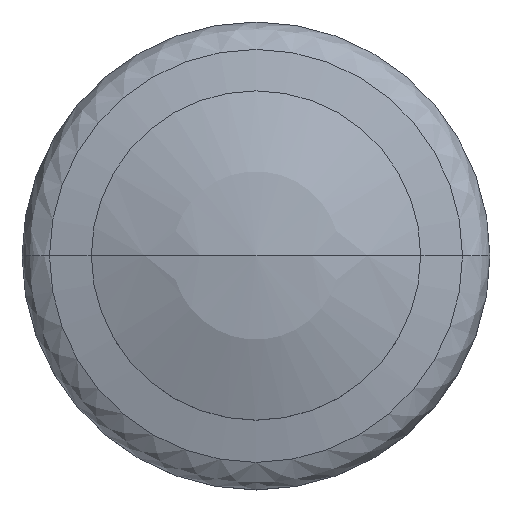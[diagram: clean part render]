
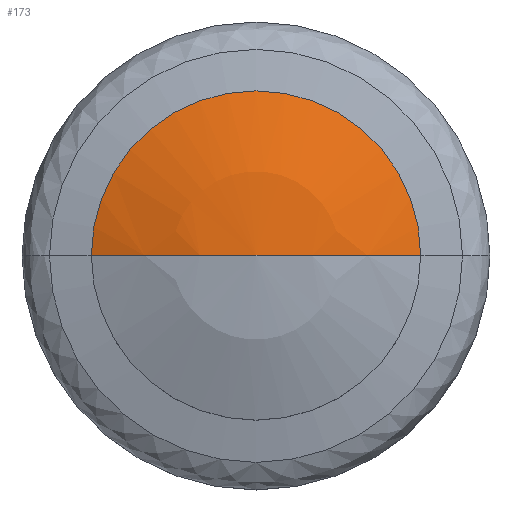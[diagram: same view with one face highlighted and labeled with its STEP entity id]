
A CAD part, top view. The second image highlights one B-rep face of the part: STEP entity #173.
In plain terms, the highlighted spherical face has radius 9.425 mm.
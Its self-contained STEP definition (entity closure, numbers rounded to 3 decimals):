
#173=ADVANCED_FACE('',(#808),#807,.T.);
#807=SPHERICAL_SURFACE('',#1435,9.425);
#808=FACE_OUTER_BOUND('',#1436,.T.);
#1432=CARTESIAN_POINT('',(0.,0.,-6.625));
#1433=DIRECTION('',(0.,0.,-1.));
#1434=DIRECTION('',(-1.,0.,0.));
#1435=AXIS2_PLACEMENT_3D('',#1432,#1433,#1434);
#1436=EDGE_LOOP('',(#1876,#1877,#1878));
#1876=ORIENTED_EDGE('',*,*,#2114,.F.);
#1877=ORIENTED_EDGE('',*,*,#2115,.F.);
#1878=ORIENTED_EDGE('',*,*,#2116,.T.);
#2114=EDGE_CURVE('',#3262,#3263,#3264,.T.);
#2115=EDGE_CURVE('',#3270,#3262,#3271,.T.);
#2116=EDGE_CURVE('',#3270,#3263,#3277,.T.);
#3262=VERTEX_POINT('',#4181);
#3263=VERTEX_POINT('',#4182);
#3264=CIRCLE('',#4186,3.8);
#3270=VERTEX_POINT('',#4187);
#3271=(BOUNDED_CURVE() B_SPLINE_CURVE(2,(#4188,#4189,#4190),.UNSPECIFIED.,.F.,.F.) B_SPLINE_CURVE_WITH_KNOTS((3,3),(0.,1.),.UNSPECIFIED.) CURVE() GEOMETRIC_REPRESENTATION_ITEM() RATIONAL_B_SPLINE_CURVE((1.,0.979,1.)) REPRESENTATION_ITEM('') );
#3277=(BOUNDED_CURVE() B_SPLINE_CURVE(2,(#4191,#4192,#4193),.UNSPECIFIED.,.F.,.F.) B_SPLINE_CURVE_WITH_KNOTS((3,3),(0.,1.),.UNSPECIFIED.) CURVE() GEOMETRIC_REPRESENTATION_ITEM() RATIONAL_B_SPLINE_CURVE((0.75,0.734,0.75)) REPRESENTATION_ITEM('') );
#4181=CARTESIAN_POINT('',(-3.8,0.,2.));
#4182=CARTESIAN_POINT('',(3.8,0.,2.));
#4183=CARTESIAN_POINT('',(0.,0.,2.));
#4184=DIRECTION('',(0.,0.,-1.));
#4185=DIRECTION('',(-1.,0.,0.));
#4186=AXIS2_PLACEMENT_3D('',#4183,#4184,#4185);
#4187=CARTESIAN_POINT('',(0.,0.,2.8));
#4188=CARTESIAN_POINT('',(0.,0.,2.8));
#4189=CARTESIAN_POINT('',(-1.984,0.,2.8));
#4190=CARTESIAN_POINT('',(-3.8,0.,2.));
#4191=CARTESIAN_POINT('',(0.,0.,2.8));
#4192=CARTESIAN_POINT('',(1.984,0.,2.8));
#4193=CARTESIAN_POINT('',(3.8,0.,2.));
